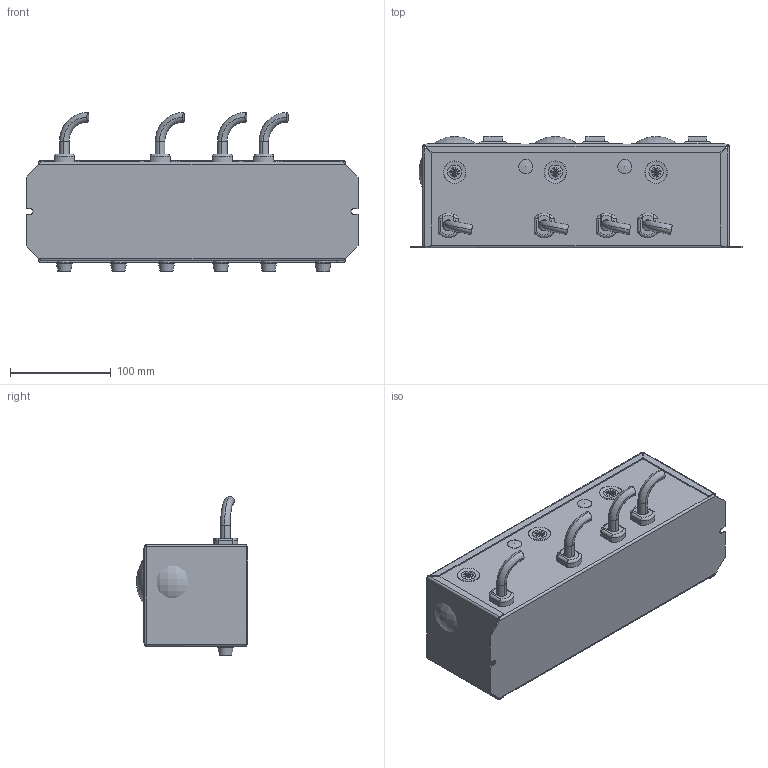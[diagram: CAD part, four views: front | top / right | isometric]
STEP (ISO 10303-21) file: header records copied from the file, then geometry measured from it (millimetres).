
FILE_DESCRIPTION (( 'STEP AP214' ), '1' );
FILE_NAME ('pn 121-000-2064_model FC-200-3-240_240V.STEP', '2026-02-11T21:13:13', ( '' ), ( '' ), 'SwSTEP 2.0', 'SolidWorks 2022', '' );
FILE_SCHEMA (( 'AUTOMOTIVE_DESIGN' ));
Length unit declared in the file: inch
Products named in the file (11): CORD_DEFAULT; FC-TRIPLE-120V-ENCLOSURE-TOP_DEFAULT; pn 121-000-2064_model FC-200-3-240_240V; KNOCKOUT .555_DEFAULT; 106-000-0022-FUSE-3D; FC-TRIPLE-120V-ENCLOSURE-BLANK; SWITCH_220V_DEFAULT; 112-000-0057-3D_DEFAULT; 104-000-0078; KNOCKOUT-.880_DEFAULT; FC-TRIPLE-120V-ENCLOSURE-BOTTOM_DEFAULT
Assembly tree (28 placements, depth 3):
  pn 121-000-2064_model FC-200-3-240_240V
    FC-TRIPLE-120V-ENCLOSURE-BLANK
      FC-TRIPLE-120V-ENCLOSURE-BOTTOM_DEFAULT
      FC-TRIPLE-120V-ENCLOSURE-TOP_DEFAULT
    112-000-0057-3D_DEFAULT  x4
    CORD_DEFAULT  x4
    KNOCKOUT-.880_DEFAULT  x3
    106-000-0022-FUSE-3D  x6
    SWITCH_220V_DEFAULT  x3
    KNOCKOUT .555_DEFAULT  x2
    104-000-0078  x3
Bounding box: 330.2 x 111.04 x 158.15 mm (x, y, z)
Volume: 830151.5 mm3; surface area: 416945.7 mm2
Topology: 31 solids, 31 shells, 2235 faces, 5770 edges, 3829 vertices
Faces by surface type: plane 1540, cylinder 356, bspline 282, torus 48, cone 9
Full cylindrical faces by diameter (mm): 0.705 x3, 3.002 x3, 3.554 x3, 12.7 x6, 14.097 x2, 15.494 x6, 22.377 x3
Entity records: 31156 total; most frequent: CARTESIAN_POINT 10522, ORIENTED_EDGE 4114, DIRECTION 3579, EDGE_CURVE 2057, VECTOR 1537, LINE 1537, VERTEX_POINT 1370, AXIS2_PLACEMENT_3D 1021
